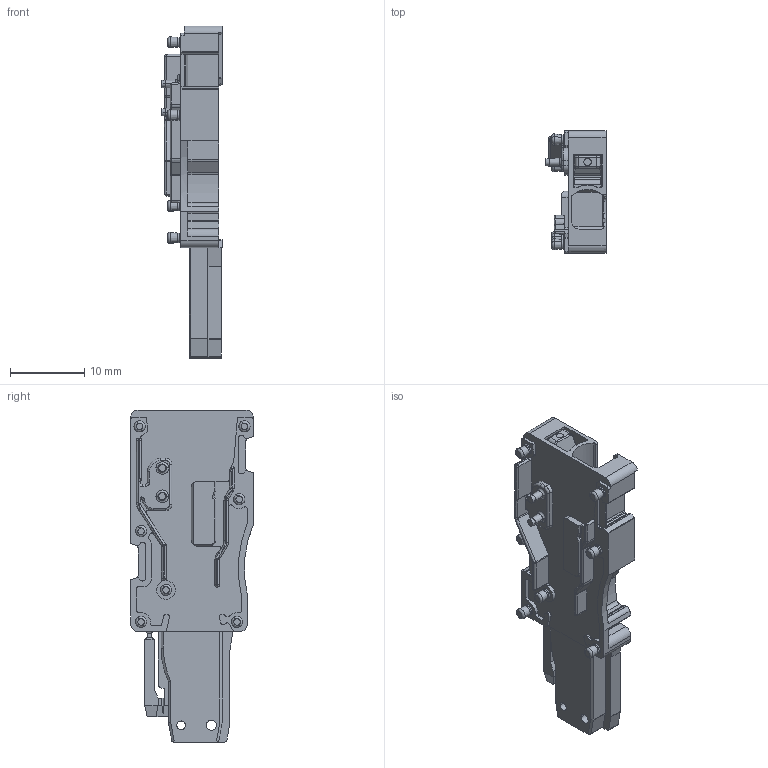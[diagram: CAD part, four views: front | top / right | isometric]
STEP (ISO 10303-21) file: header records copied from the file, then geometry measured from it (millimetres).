
FILE_DESCRIPTION(('CATIA V5R20 STEP214','CAx-IF Rec.Pracs.--- Model Styling and Organization---1.5--- 2016-08-15','CAx-IF Rec.Pracs.---Supplemental Geometry---1.0---2011-11-01','CAx-IF Rec.Pracs.--- Composite Materials ---1.1---2010-07-15'),'2;1');
FILE_NAME ('2013593-3_2', '2025-06-18T09:11:24+00:00', ('Weidmueller Interface'), ('Weidmueller'), 'CATIA Version 5-6 Release 2024 SP4', 'CATIA V5 STEP AP214 v3', 'none');
FILE_SCHEMA(('AUTOMOTIVE_DESIGN { 1 0 10303 214 1 1 1 1 }'));
Length unit declared in the file: millimetre
Products named in the file (1): 3030090000
Bounding box: 8.1 x 16.5 x 44.65 mm (x, y, z)
Volume: 2467.1 mm3; surface area: 2609.7 mm2
Topology: 1 solids, 2 shells, 698 faces, 1876 edges, 1197 vertices
Faces by surface type: plane 289, cylinder 277, cone 59, torus 45, bspline 25, sphere 3
Entity records: 23961 total; most frequent: CARTESIAN_POINT 7346, ORIENTED_EDGE 3742, DIRECTION 2831, EDGE_CURVE 1871, VERTEX_POINT 1197, AXIS2_PLACEMENT_3D 1186, VECTOR 1058, LINE 1058
